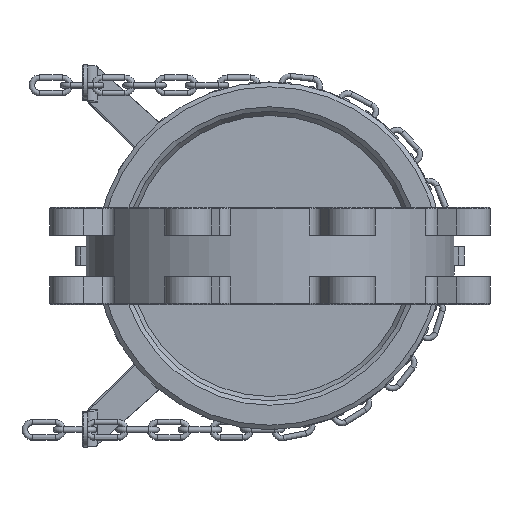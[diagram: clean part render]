
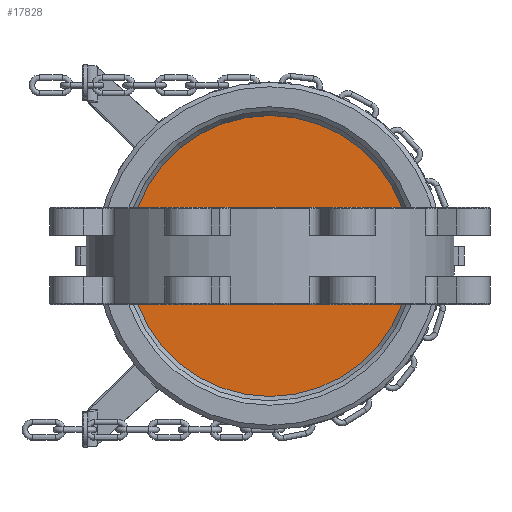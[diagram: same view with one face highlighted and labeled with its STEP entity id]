
A CAD part, front view. The second image highlights one B-rep face of the part: STEP entity #17828.
In plain terms, the highlighted planar face has unit normal (0, -1, 0).
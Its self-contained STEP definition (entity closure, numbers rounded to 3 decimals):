
#445=FACE_BOUND('',#2984,.T.);
#1965=FACE_OUTER_BOUND('',#2983,.T.);
#2983=EDGE_LOOP('',(#14179));
#2984=EDGE_LOOP('',(#14180));
#4046=CIRCLE('',#19683,101.063);
#4047=CIRCLE('',#19684,18.898);
#7518=VERTEX_POINT('',#30654);
#7519=VERTEX_POINT('',#30656);
#9849=EDGE_CURVE('',#7518,#7518,#4046,.T.);
#9850=EDGE_CURVE('',#7519,#7519,#4047,.T.);
#14179=ORIENTED_EDGE('',*,*,#9849,.T.);
#14180=ORIENTED_EDGE('',*,*,#9850,.F.);
#16137=PLANE('',#19682);
#17828=ADVANCED_FACE('',(#1965,#445),#16137,.F.);
#19682=AXIS2_PLACEMENT_3D('',#30653,#24096,#24097);
#19683=AXIS2_PLACEMENT_3D('',#30655,#24098,#24099);
#19684=AXIS2_PLACEMENT_3D('',#30657,#24100,#24101);
#24096=DIRECTION('center_axis',(0.,1.,0.));
#24097=DIRECTION('ref_axis',(0.,0.,1.));
#24098=DIRECTION('center_axis',(0.,-1.,0.));
#24099=DIRECTION('ref_axis',(1.,0.,0.));
#24100=DIRECTION('center_axis',(0.,-1.,0.));
#24101=DIRECTION('ref_axis',(1.,0.,0.));
#30653=CARTESIAN_POINT('Origin',(0.,5.023,-101.063));
#30654=CARTESIAN_POINT('',(0.,5.023,101.063));
#30655=CARTESIAN_POINT('Origin',(0.,5.023,0.));
#30656=CARTESIAN_POINT('',(0.,5.023,18.898));
#30657=CARTESIAN_POINT('Origin',(0.,5.023,0.));
